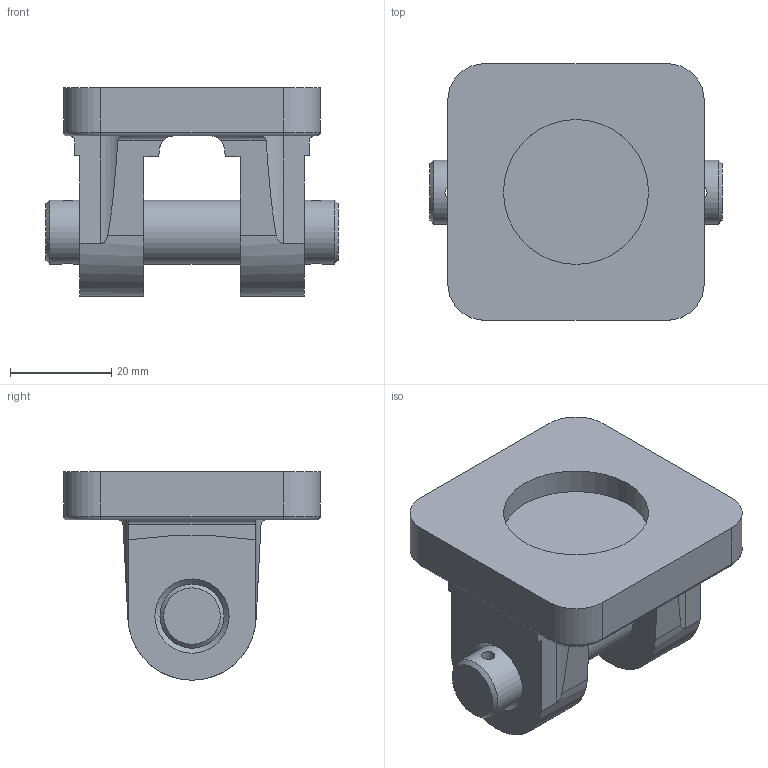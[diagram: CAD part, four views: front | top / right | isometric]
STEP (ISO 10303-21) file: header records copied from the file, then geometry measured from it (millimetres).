
FILE_DESCRIPTION(/* description */ ('Unknown'),/* implementation_level */ '2;1');
FILE_NAME(/* name */ '1309.150.09F',/* time_stamp */ '2022-10-26T14:11:55-04:00',/* author */ ('Unknown'),/* organization */ ('Unknown'),/* preprocessor_version */ 'ST-DEVELOPER v18.1',/* originating_system */ 'Solid Edge',/* authorisation */ 'Unknown');
FILE_SCHEMA (('AUTOMOTIVE_DESIGN {1 0 10303 214 3 1 1}'));
Length unit declared in the file: millimetre
Products named in the file (1): 1309.150
Bounding box: 57.91 x 50.8 x 41.27 mm (x, y, z)
Volume: 43309.8 mm3; surface area: 14882.2 mm2
Topology: 1 solids, 1 shells, 109 faces, 275 edges, 179 vertices
Faces by surface type: plane 61, cylinder 36, cone 8, torus 4
Full cylindrical faces by diameter (mm): 2.67 x2, 10.08 x4, 11.2 x4, 12.7 x3, 28.7 x1
Entity records: 3897 total; most frequent: CARTESIAN_POINT 606, DIRECTION 520, ORIENTED_EDGE 480, EDGE_CURVE 240, AXIS2_PLACEMENT_3D 186, VERTEX_POINT 168, EDGE_LOOP 150, FACE_BOUND 150
